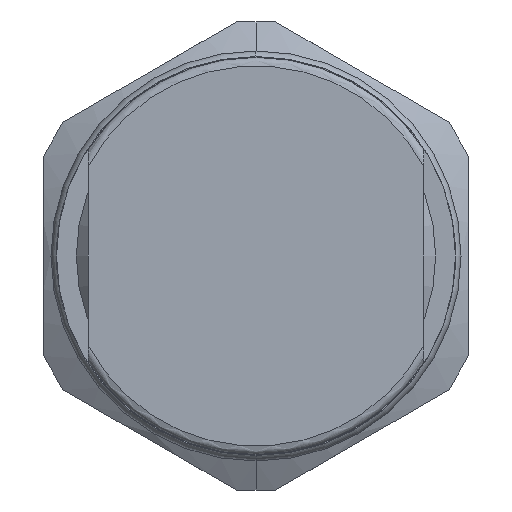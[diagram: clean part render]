
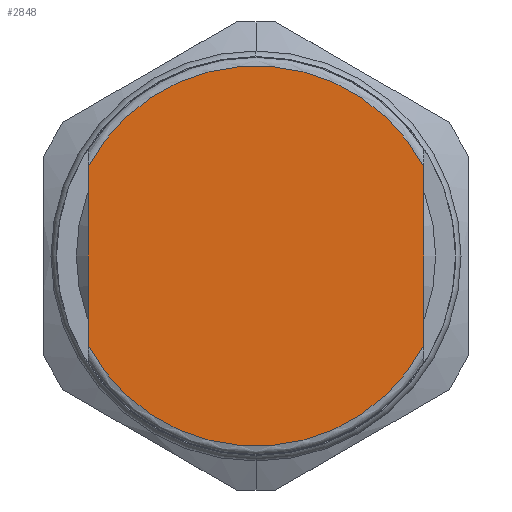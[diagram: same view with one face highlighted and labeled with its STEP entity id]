
A CAD part, front view. The second image highlights one B-rep face of the part: STEP entity #2848.
In plain terms, the highlighted planar face has unit normal (0, -1, 0).
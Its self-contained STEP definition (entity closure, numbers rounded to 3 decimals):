
#643=CARTESIAN_POINT('',(-7.9,-26.,-4.206));
#645=CARTESIAN_POINT('',(-7.9,-26.,4.206));
#662=CARTESIAN_POINT('',(0.,-26.,0.));
#663=DIRECTION('',(0.,-1.,0.));
#664=DIRECTION('',(-0.883,0.,-0.47));
#665=AXIS2_PLACEMENT_3D('',#662,#663,#664);
#693=CARTESIAN_POINT('',(7.9,-26.,-4.206));
#715=CARTESIAN_POINT('',(7.9,-26.,4.206));
#717=DIRECTION('',(0.,0.,1.));
#718=VECTOR('',#717,8.412);
#719=CARTESIAN_POINT('',(-7.9,-26.,-4.206));
#720=LINE('',#719,#718);
#721=DIRECTION('',(0.,0.,-1.));
#722=VECTOR('',#721,8.412);
#723=CARTESIAN_POINT('',(7.9,-26.,4.206));
#724=LINE('',#723,#722);
#730=CARTESIAN_POINT('',(0.,-26.,0.));
#731=DIRECTION('',(0.,-1.,0.));
#732=DIRECTION('',(0.883,0.,0.47));
#733=AXIS2_PLACEMENT_3D('',#730,#731,#732);
#2063=VERTEX_POINT('',#643);
#2064=VERTEX_POINT('',#693);
#2067=VERTEX_POINT('',#715);
#2068=VERTEX_POINT('',#645);
#2836=CARTESIAN_POINT('',(0.,-26.,0.));
#2837=DIRECTION('',(0.,1.,0.));
#2838=DIRECTION('',(0.,0.,-1.));
#2839=AXIS2_PLACEMENT_3D('',#2836,#2837,#2838);
#2840=PLANE('',#2839);
#2841=ORIENTED_EDGE('',*,*,#2786,.F.);
#2842=ORIENTED_EDGE('',*,*,#2773,.T.);
#2844=ORIENTED_EDGE('',*,*,#2843,.F.);
#2845=ORIENTED_EDGE('',*,*,#2826,.T.);
#2846=EDGE_LOOP('',(#2841,#2842,#2844,#2845));
#2847=FACE_OUTER_BOUND('',#2846,.F.);
#666=CIRCLE('',#665,8.95);
#734=CIRCLE('',#733,8.95);
#2773=EDGE_CURVE('',#2063,#2068,#720,.T.);
#2786=EDGE_CURVE('',#2063,#2064,#666,.T.);
#2826=EDGE_CURVE('',#2067,#2064,#724,.T.);
#2843=EDGE_CURVE('',#2067,#2068,#734,.T.);
#2848=ADVANCED_FACE('',(#2847),#2840,.F.);
